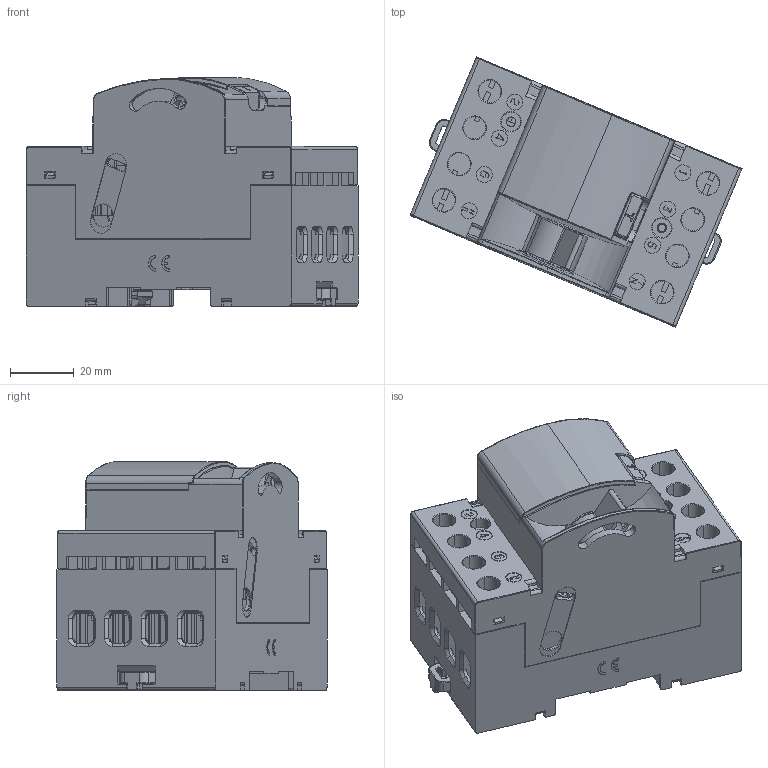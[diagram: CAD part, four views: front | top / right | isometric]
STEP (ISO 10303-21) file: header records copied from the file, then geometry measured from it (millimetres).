
FILE_DESCRIPTION(('CATIA V5 STEP Exchange','CAx-IF Rec.Pracs.--- Model Styling and Organization---1.4--- 2014-01-23'),'2;1');
FILE_NAME('IDP4P 52mm.stp','2019-10-16T13:41:56+00:00',('none'),('none'),'CATIA Version 5-6 Release 2016 SP4','CATIA V5 STEP AP214','none');
FILE_SCHEMA(('AUTOMOTIVE_DESIGN { 1 0 10303 214 1 1 1 1 }'));
Products named in the file (7): Assieme 4P 52mm; Base 4P 52mm.1; Coperchio 4P 52mm; 54210356 GANCIO GUIDA DIN MTC-MDC-MT; 54224233 Maniglia; 54224183 Tasto di test; 54224274BXXX Portadati IDP 2-4P 52mm
Assembly tree (7 placements, depth 2):
  Assieme 4P 52mm
    Base 4P 52mm.1
    Coperchio 4P 52mm
    54210356 GANCIO GUIDA DIN MTC-MDC-MT  x2
    54224233 Maniglia
    54224183 Tasto di test
    54224274BXXX Portadati IDP 2-4P 52mm
Bounding box: 103.79 x 84.41 x 71.54 mm (x, y, z)
Volume: 72276.5 mm3; surface area: 94524 mm2
Topology: 7 solids, 7 shells, 3057 faces, 8999 edges, 5873 vertices
Faces by surface type: plane 2180, cylinder 634, bspline 109, cone 62, torus 44, sphere 15, extrusion 13
Entity records: 95329 total; most frequent: CARTESIAN_POINT 23767, ORIENTED_EDGE 17102, DIRECTION 11130, EDGE_CURVE 8551, VECTOR 6851, LINE 6838, VERTEX_POINT 5602, EDGE_LOOP 3005
